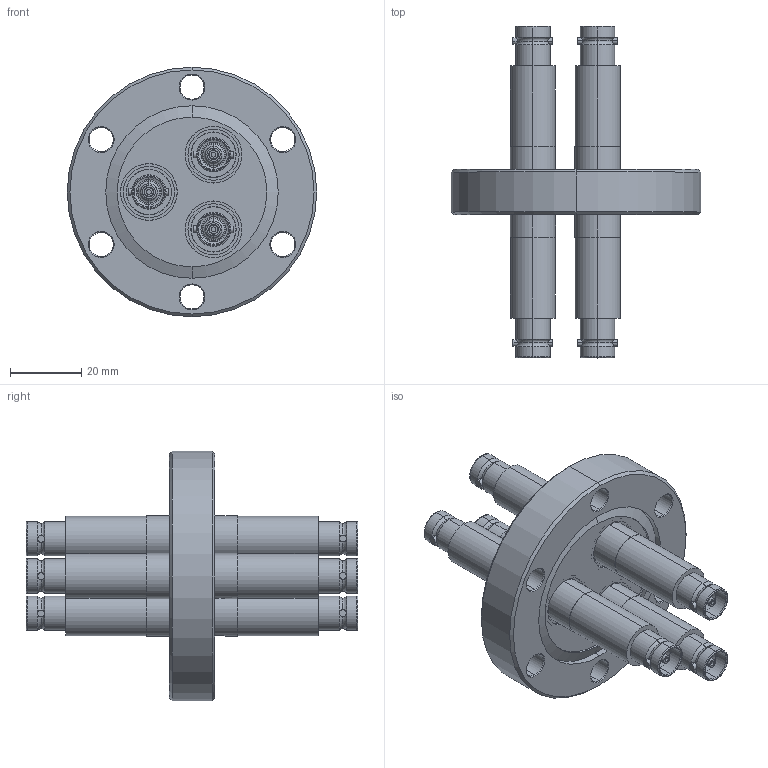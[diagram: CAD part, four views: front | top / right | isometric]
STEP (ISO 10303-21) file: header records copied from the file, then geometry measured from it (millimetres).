
FILE_DESCRIPTION (( 'STEP AP203' ), '1' );
FILE_NAME ('A0473-6-CF.STEP', '2013-05-10T14:37:49', ( '' ), ( '' ), 'SwSTEP 2.0', 'SolidWorks 2012', '' );
FILE_SCHEMA (( 'CONFIG_CONTROL_DESIGN' ));
Length unit declared in the file: inch
Products named in the file (1): A0473-6-CF
Bounding box: 69.85 x 92.9 x 69.85 mm (x, y, z)
Volume: 56333.3 mm3; surface area: 42850.2 mm2
Topology: 1 solids, 1 shells, 876 faces, 2146 edges, 1324 vertices
Faces by surface type: cylinder 387, plane 258, cone 126, torus 96, sphere 9
Entity records: 28128 total; most frequent: CARTESIAN_POINT 6615, DIRECTION 4975, ORIENTED_EDGE 4244, EDGE_CURVE 2122, AXIS2_PLACEMENT_3D 2072, VERTEX_POINT 1312, CIRCLE 1195, EDGE_LOOP 1000
